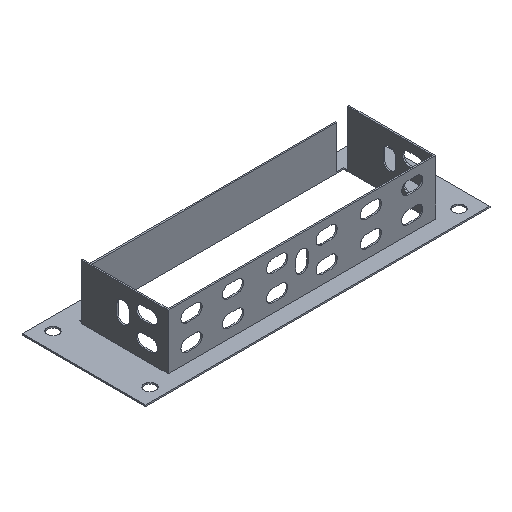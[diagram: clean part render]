
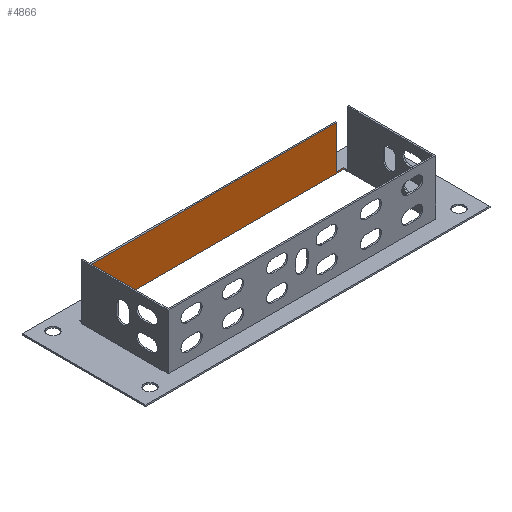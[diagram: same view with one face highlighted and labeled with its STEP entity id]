
A CAD part, isometric view. The second image highlights one B-rep face of the part: STEP entity #4866.
In plain terms, the highlighted planar face has unit normal (0, -1, 0).
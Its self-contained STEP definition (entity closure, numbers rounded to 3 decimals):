
#13 = ORIENTED_EDGE ( 'NONE', *, *, #1906, .F. ) ;
#23 = VECTOR ( 'NONE', #736, 1000. ) ;
#65 = VECTOR ( 'NONE', #5601, 1000. ) ;
#146 = DIRECTION ( 'NONE',  ( 0., 0., -1. ) ) ;
#264 = ORIENTED_EDGE ( 'NONE', *, *, #2513, .F. ) ;
#267 = CARTESIAN_POINT ( 'NONE',  ( 75., 25.2, 0. ) ) ;
#293 = CARTESIAN_POINT ( 'NONE',  ( -75., 25.2, 0.8 ) ) ;
#440 = VECTOR ( 'NONE', #5255, 1000. ) ;
#636 = CARTESIAN_POINT ( 'NONE',  ( 75., 25.2, 0.8 ) ) ;
#736 = DIRECTION ( 'NONE',  ( 0., 0., 1. ) ) ;
#787 = ORIENTED_EDGE ( 'NONE', *, *, #5732, .F. ) ;
#1109 = DIRECTION ( 'NONE',  ( 0., 0., -1. ) ) ;
#1300 = LINE ( 'NONE', #2016, #1693 ) ;
#1362 = LINE ( 'NONE', #5691, #65 ) ;
#1391 = ORIENTED_EDGE ( 'NONE', *, *, #4189, .F. ) ;
#1402 = ORIENTED_EDGE ( 'NONE', *, *, #3892, .T. ) ;
#1486 = ORIENTED_EDGE ( 'NONE', *, *, #5262, .F. ) ;
#1559 = CARTESIAN_POINT ( 'NONE',  ( -75., 25.2, 171.817 ) ) ;
#1693 = VECTOR ( 'NONE', #1969, 1000. ) ;
#1695 = DIRECTION ( 'NONE',  ( 0., 0., 1. ) ) ;
#1722 = DIRECTION ( 'NONE',  ( 0., 1., 0. ) ) ;
#1748 = CARTESIAN_POINT ( 'NONE',  ( 71., 25.2, 0.8 ) ) ;
#1906 = EDGE_CURVE ( 'NONE', #5329, #2147, #1362, .T. ) ;
#1969 = DIRECTION ( 'NONE',  ( 1., 0., 0. ) ) ;
#1970 = ORIENTED_EDGE ( 'NONE', *, *, #3424, .T. ) ;
#1978 = LINE ( 'NONE', #5016, #2194 ) ;
#2016 = CARTESIAN_POINT ( 'NONE',  ( 71., 25.2, 25. ) ) ;
#2038 = CARTESIAN_POINT ( 'NONE',  ( -75., 25.2, 0. ) ) ;
#2074 = PLANE ( 'NONE',  #3565 ) ;
#2147 = VERTEX_POINT ( 'NONE', #3175 ) ;
#2194 = VECTOR ( 'NONE', #4775, 1000. ) ;
#2328 = ORIENTED_EDGE ( 'NONE', *, *, #5193, .F. ) ;
#2513 = EDGE_CURVE ( 'NONE', #5812, #5769, #3391, .T. ) ;
#2709 = LINE ( 'NONE', #1559, #2807 ) ;
#2807 = VECTOR ( 'NONE', #1109, 1000. ) ;
#2867 = VERTEX_POINT ( 'NONE', #5531 ) ;
#3175 = CARTESIAN_POINT ( 'NONE',  ( 71., 25.2, 0.8 ) ) ;
#3262 = LINE ( 'NONE', #4477, #440 ) ;
#3277 = CARTESIAN_POINT ( 'NONE',  ( 75., 25.2, 0.8 ) ) ;
#3391 = LINE ( 'NONE', #3911, #6197 ) ;
#3422 = CARTESIAN_POINT ( 'NONE',  ( 71., 25.2, 25. ) ) ;
#3424 = EDGE_CURVE ( 'NONE', #3555, #5185, #2709, .T. ) ;
#3440 = DIRECTION ( 'NONE',  ( 1., 0., 0. ) ) ;
#3555 = VERTEX_POINT ( 'NONE', #293 ) ;
#3565 = AXIS2_PLACEMENT_3D ( 'NONE', #1748, #1722, #1695 ) ;
#3842 = VERTEX_POINT ( 'NONE', #5701 ) ;
#3892 = EDGE_CURVE ( 'NONE', #5185, #5769, #3262, .T. ) ;
#3911 = CARTESIAN_POINT ( 'NONE',  ( 75., 25.2, 171.817 ) ) ;
#4189 = EDGE_CURVE ( 'NONE', #3555, #3842, #5447, .T. ) ;
#4257 = CARTESIAN_POINT ( 'NONE',  ( -71., 25.2, 0.8 ) ) ;
#4477 = CARTESIAN_POINT ( 'NONE',  ( 75., 25.2, 0. ) ) ;
#4775 = DIRECTION ( 'NONE',  ( 1., 0., 0. ) ) ;
#4863 = FACE_OUTER_BOUND ( 'NONE', #5559, .T. ) ;
#4866 = ADVANCED_FACE ( 'NONE', ( #4863 ), #2074, .F. ) ;
#5016 = CARTESIAN_POINT ( 'NONE',  ( 75., 25.2, 0.8 ) ) ;
#5185 = VERTEX_POINT ( 'NONE', #2038 ) ;
#5193 = EDGE_CURVE ( 'NONE', #2867, #5329, #1300, .T. ) ;
#5255 = DIRECTION ( 'NONE',  ( 1., 0., 0. ) ) ;
#5262 = EDGE_CURVE ( 'NONE', #2147, #5812, #1978, .T. ) ;
#5329 = VERTEX_POINT ( 'NONE', #3422 ) ;
#5447 = LINE ( 'NONE', #3277, #5585 ) ;
#5483 = LINE ( 'NONE', #4257, #23 ) ;
#5531 = CARTESIAN_POINT ( 'NONE',  ( -71., 25.2, 25. ) ) ;
#5559 = EDGE_LOOP ( 'NONE', ( #787, #1391, #1970, #1402, #264, #1486, #13, #2328 ) ) ;
#5585 = VECTOR ( 'NONE', #3440, 1000. ) ;
#5601 = DIRECTION ( 'NONE',  ( 0., 0., -1. ) ) ;
#5691 = CARTESIAN_POINT ( 'NONE',  ( 71., 25.2, 0.8 ) ) ;
#5701 = CARTESIAN_POINT ( 'NONE',  ( -71., 25.2, 0.8 ) ) ;
#5732 = EDGE_CURVE ( 'NONE', #3842, #2867, #5483, .T. ) ;
#5769 = VERTEX_POINT ( 'NONE', #267 ) ;
#5812 = VERTEX_POINT ( 'NONE', #636 ) ;
#6197 = VECTOR ( 'NONE', #146, 1000. ) ;
